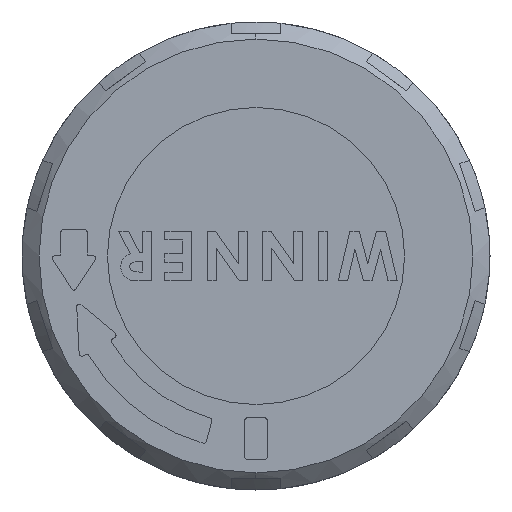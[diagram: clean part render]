
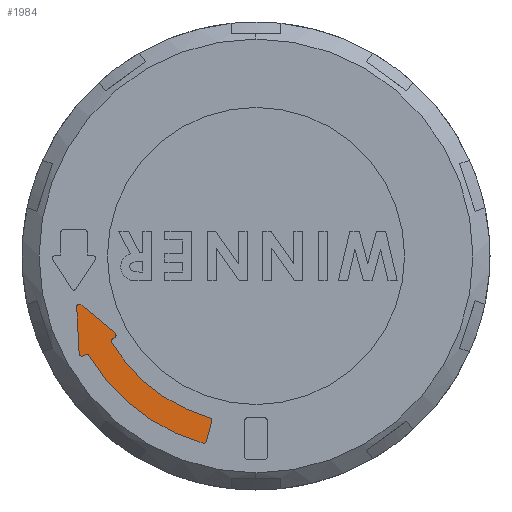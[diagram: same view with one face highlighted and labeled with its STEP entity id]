
A CAD part, left-side view. The second image highlights one B-rep face of the part: STEP entity #1984.
In plain terms, the highlighted planar face has unit normal (-1, 0, 0).
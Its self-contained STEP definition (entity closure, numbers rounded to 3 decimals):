
#120 = ORIENTED_EDGE ( 'NONE', *, *, #11402, .T. ) ;
#361 = DIRECTION ( 'NONE',  ( 0., 0., -1. ) ) ;
#398 = ORIENTED_EDGE ( 'NONE', *, *, #3799, .T. ) ;
#485 = CARTESIAN_POINT ( 'NONE',  ( -47.16, 13.154, -7.594 ) ) ;
#624 = CARTESIAN_POINT ( 'NONE',  ( -47.16, 3.972, -14.049 ) ) ;
#638 = DIRECTION ( 'NONE',  ( 0., 0., 1. ) ) ;
#683 = CIRCLE ( 'NONE', #10546, 0.2 ) ;
#717 = DIRECTION ( 'NONE',  ( 0., 0., -1. ) ) ;
#734 = CARTESIAN_POINT ( 'NONE',  ( -47.16, 13.64, -3.864 ) ) ;
#861 = AXIS2_PLACEMENT_3D ( 'NONE', #12778, #11773, #6259 ) ;
#969 = EDGE_CURVE ( 'NONE', #8181, #6530, #7622, .T. ) ;
#1161 = EDGE_CURVE ( 'NONE', #12117, #8181, #5192, .T. ) ;
#1182 = EDGE_CURVE ( 'NONE', #2882, #5890, #7399, .T. ) ;
#1357 = CARTESIAN_POINT ( 'NONE',  ( -47.16, 3.557, -12.504 ) ) ;
#1739 = CARTESIAN_POINT ( 'NONE',  ( -47.16, 13.441, -3.854 ) ) ;
#1877 = CARTESIAN_POINT ( 'NONE',  ( -47.16, 4.026, -14.242 ) ) ;
#1941 = CIRCLE ( 'NONE', #11429, 12.8 ) ;
#1984 = ADVANCED_FACE ( 'NONE', ( #2497 ), #13627, .T. ) ;
#2009 = VECTOR ( 'NONE', #3930, 1000. ) ;
#2491 = EDGE_CURVE ( 'NONE', #3387, #13134, #6401, .T. ) ;
#2497 = FACE_OUTER_BOUND ( 'NONE', #11486, .T. ) ;
#2506 = DIRECTION ( 'NONE',  ( 0., 0., -1. ) ) ;
#2556 = ORIENTED_EDGE ( 'NONE', *, *, #8842, .T. ) ;
#2669 = ORIENTED_EDGE ( 'NONE', *, *, #8683, .T. ) ;
#2790 = ORIENTED_EDGE ( 'NONE', *, *, #1182, .T. ) ;
#2791 = CARTESIAN_POINT ( 'NONE',  ( -47.16, 13.254, -7.421 ) ) ;
#2854 = EDGE_CURVE ( 'NONE', #9666, #8046, #12287, .T. ) ;
#2882 = VERTEX_POINT ( 'NONE', #13696 ) ;
#3040 = CARTESIAN_POINT ( 'NONE',  ( -47.16, 10.718, -5.878 ) ) ;
#3117 = ORIENTED_EDGE ( 'NONE', *, *, #2491, .T. ) ;
#3268 = AXIS2_PLACEMENT_3D ( 'NONE', #3975, #7053, #638 ) ;
#3314 = CARTESIAN_POINT ( 'NONE',  ( -47.16, 12.989, -7.499 ) ) ;
#3387 = VERTEX_POINT ( 'NONE', #6454 ) ;
#3407 = DIRECTION ( 'NONE',  ( -1., 0., 0. ) ) ;
#3526 = DIRECTION ( 'NONE',  ( 1., 0., 0. ) ) ;
#3717 = CIRCLE ( 'NONE', #12361, 0.2 ) ;
#3799 = EDGE_CURVE ( 'NONE', #4250, #13886, #13788, .T. ) ;
#3843 = CARTESIAN_POINT ( 'NONE',  ( -47.16, 3.364, -12.556 ) ) ;
#3930 = DIRECTION ( 'NONE',  ( 0., -0.259, 0.966 ) ) ;
#3975 = CARTESIAN_POINT ( 'NONE',  ( -47.16, 3.972, -14.049 ) ) ;
#4120 = ORIENTED_EDGE ( 'NONE', *, *, #1161, .T. ) ;
#4184 = AXIS2_PLACEMENT_3D ( 'NONE', #1739, #6075, #11367 ) ;
#4250 = VERTEX_POINT ( 'NONE', #4507 ) ;
#4279 = EDGE_CURVE ( 'NONE', #11004, #7860, #13444, .T. ) ;
#4433 = ORIENTED_EDGE ( 'NONE', *, *, #12399, .T. ) ;
#4469 = DIRECTION ( 'NONE',  ( 0., 0., -1. ) ) ;
#4507 = CARTESIAN_POINT ( 'NONE',  ( -47.16, 13.453, -7.432 ) ) ;
#4855 = LINE ( 'NONE', #3843, #2009 ) ;
#5055 = CARTESIAN_POINT ( 'NONE',  ( -47.16, 13.453, -7.432 ) ) ;
#5190 = AXIS2_PLACEMENT_3D ( 'NONE', #624, #10298, #11278 ) ;
#5192 = LINE ( 'NONE', #5364, #10111 ) ;
#5364 = CARTESIAN_POINT ( 'NONE',  ( -47.16, 10.911, -6.299 ) ) ;
#5494 = ORIENTED_EDGE ( 'NONE', *, *, #7020, .T. ) ;
#5503 = LINE ( 'NONE', #5967, #6014 ) ;
#5533 = DIRECTION ( 'NONE',  ( 0., 0., 1. ) ) ;
#5607 = AXIS2_PLACEMENT_3D ( 'NONE', #9570, #11756, #11801 ) ;
#5747 = ORIENTED_EDGE ( 'NONE', *, *, #969, .T. ) ;
#5779 = VECTOR ( 'NONE', #7299, 1000. ) ;
#5890 = VERTEX_POINT ( 'NONE', #1877 ) ;
#5967 = CARTESIAN_POINT ( 'NONE',  ( -47.16, 12.989, -7.499 ) ) ;
#5994 = CARTESIAN_POINT ( 'NONE',  ( -47.16, 0., 0. ) ) ;
#6014 = VECTOR ( 'NONE', #12702, 1000. ) ;
#6075 = DIRECTION ( 'NONE',  ( -1., 0., 0. ) ) ;
#6140 = DIRECTION ( 'NONE',  ( 0., -0.052, -0.999 ) ) ;
#6259 = DIRECTION ( 'NONE',  ( 0., 0., 1. ) ) ;
#6401 = CIRCLE ( 'NONE', #5190, 0.2 ) ;
#6426 = ORIENTED_EDGE ( 'NONE', *, *, #8088, .T. ) ;
#6454 = CARTESIAN_POINT ( 'NONE',  ( -47.16, 3.972, -14.249 ) ) ;
#6530 = VERTEX_POINT ( 'NONE', #3040 ) ;
#6874 = CIRCLE ( 'NONE', #9238, 0.2 ) ;
#6881 = DIRECTION ( 'NONE',  ( -1., 0., 0. ) ) ;
#7020 = EDGE_CURVE ( 'NONE', #7860, #12188, #1941, .T. ) ;
#7053 = DIRECTION ( 'NONE',  ( -1., 0., 0. ) ) ;
#7299 = DIRECTION ( 'NONE',  ( 0., 0.766, 0.643 ) ) ;
#7399 = CIRCLE ( 'NONE', #9474, 14.8 ) ;
#7577 = CARTESIAN_POINT ( 'NONE',  ( -47.16, 10.746, -6.204 ) ) ;
#7622 = CIRCLE ( 'NONE', #5607, 0.2 ) ;
#7721 = VERTEX_POINT ( 'NONE', #3314 ) ;
#7768 = CARTESIAN_POINT ( 'NONE',  ( -47.16, 3.972, -14.049 ) ) ;
#7805 = LINE ( 'NONE', #5055, #8835 ) ;
#7860 = VERTEX_POINT ( 'NONE', #11112 ) ;
#7929 = VERTEX_POINT ( 'NONE', #485 ) ;
#8046 = VERTEX_POINT ( 'NONE', #734 ) ;
#8088 = EDGE_CURVE ( 'NONE', #6530, #9666, #9025, .T. ) ;
#8093 = CARTESIAN_POINT ( 'NONE',  ( -47.16, 13.254, -7.621 ) ) ;
#8181 = VERTEX_POINT ( 'NONE', #7577 ) ;
#8438 = ORIENTED_EDGE ( 'NONE', *, *, #11861, .T. ) ;
#8683 = EDGE_CURVE ( 'NONE', #12188, #12117, #683, .T. ) ;
#8827 = CARTESIAN_POINT ( 'NONE',  ( -47.16, 0., 0. ) ) ;
#8835 = VECTOR ( 'NONE', #6140, 1000. ) ;
#8842 = EDGE_CURVE ( 'NONE', #8046, #4250, #7805, .T. ) ;
#8964 = DIRECTION ( 'NONE',  ( -1., 0., 0. ) ) ;
#9025 = LINE ( 'NONE', #10597, #5779 ) ;
#9238 = AXIS2_PLACEMENT_3D ( 'NONE', #7768, #8964, #5533 ) ;
#9308 = CARTESIAN_POINT ( 'NONE',  ( -47.16, 10.982, -6.575 ) ) ;
#9474 = AXIS2_PLACEMENT_3D ( 'NONE', #8827, #3407, #14101 ) ;
#9570 = CARTESIAN_POINT ( 'NONE',  ( -47.16, 10.846, -6.031 ) ) ;
#9606 = CARTESIAN_POINT ( 'NONE',  ( -47.16, 3.778, -14.101 ) ) ;
#9666 = VERTEX_POINT ( 'NONE', #13540 ) ;
#9878 = DIRECTION ( 'NONE',  ( 0., -0.866, 0.5 ) ) ;
#10048 = CARTESIAN_POINT ( 'NONE',  ( -47.16, 10.811, -6.472 ) ) ;
#10111 = VECTOR ( 'NONE', #9878, 1000. ) ;
#10131 = AXIS2_PLACEMENT_3D ( 'NONE', #1357, #6881, #361 ) ;
#10207 = DIRECTION ( 'NONE',  ( -1., 0., 0. ) ) ;
#10298 = DIRECTION ( 'NONE',  ( -1., 0., 0. ) ) ;
#10546 = AXIS2_PLACEMENT_3D ( 'NONE', #10048, #3526, #4469 ) ;
#10597 = CARTESIAN_POINT ( 'NONE',  ( -47.16, 10.718, -5.878 ) ) ;
#10817 = CIRCLE ( 'NONE', #861, 0.2 ) ;
#11004 = VERTEX_POINT ( 'NONE', #13448 ) ;
#11112 = CARTESIAN_POINT ( 'NONE',  ( -47.16, 3.503, -12.311 ) ) ;
#11278 = DIRECTION ( 'NONE',  ( 0., 0., 1. ) ) ;
#11367 = DIRECTION ( 'NONE',  ( 0., 0., 1. ) ) ;
#11388 = DIRECTION ( 'NONE',  ( 0., 0., -1. ) ) ;
#11391 = CARTESIAN_POINT ( 'NONE',  ( -47.16, 13.254, -7.421 ) ) ;
#11402 = EDGE_CURVE ( 'NONE', #13134, #11004, #4855, .T. ) ;
#11429 = AXIS2_PLACEMENT_3D ( 'NONE', #5994, #13569, #11388 ) ;
#11486 = EDGE_LOOP ( 'NONE', ( #8438, #3117, #120, #11712, #5494, #2669, #4120, #5747, #6426, #13479, #2556, #398, #11658, #12798, #4433, #2790 ) ) ;
#11658 = ORIENTED_EDGE ( 'NONE', *, *, #14049, .T. ) ;
#11712 = ORIENTED_EDGE ( 'NONE', *, *, #4279, .T. ) ;
#11756 = DIRECTION ( 'NONE',  ( -1., 0., 0. ) ) ;
#11773 = DIRECTION ( 'NONE',  ( 1., 0., 0. ) ) ;
#11801 = DIRECTION ( 'NONE',  ( 0., 0., 1. ) ) ;
#11861 = EDGE_CURVE ( 'NONE', #5890, #3387, #6874, .T. ) ;
#12117 = VERTEX_POINT ( 'NONE', #12433 ) ;
#12188 = VERTEX_POINT ( 'NONE', #9308 ) ;
#12287 = CIRCLE ( 'NONE', #4184, 0.2 ) ;
#12361 = AXIS2_PLACEMENT_3D ( 'NONE', #11391, #10207, #2506 ) ;
#12399 = EDGE_CURVE ( 'NONE', #7721, #2882, #10817, .T. ) ;
#12407 = AXIS2_PLACEMENT_3D ( 'NONE', #2791, #13751, #717 ) ;
#12433 = CARTESIAN_POINT ( 'NONE',  ( -47.16, 10.911, -6.299 ) ) ;
#12702 = DIRECTION ( 'NONE',  ( 0., -0.866, 0.5 ) ) ;
#12778 = CARTESIAN_POINT ( 'NONE',  ( -47.16, 12.889, -7.673 ) ) ;
#12798 = ORIENTED_EDGE ( 'NONE', *, *, #13013, .T. ) ;
#13013 = EDGE_CURVE ( 'NONE', #7929, #7721, #5503, .T. ) ;
#13134 = VERTEX_POINT ( 'NONE', #9606 ) ;
#13444 = CIRCLE ( 'NONE', #10131, 0.2 ) ;
#13448 = CARTESIAN_POINT ( 'NONE',  ( -47.16, 3.364, -12.556 ) ) ;
#13479 = ORIENTED_EDGE ( 'NONE', *, *, #2854, .T. ) ;
#13540 = CARTESIAN_POINT ( 'NONE',  ( -47.16, 13.312, -3.701 ) ) ;
#13569 = DIRECTION ( 'NONE',  ( 1., 0., 0. ) ) ;
#13627 = PLANE ( 'NONE',  #3268 ) ;
#13696 = CARTESIAN_POINT ( 'NONE',  ( -47.16, 12.717, -7.57 ) ) ;
#13751 = DIRECTION ( 'NONE',  ( -1., 0., 0. ) ) ;
#13788 = CIRCLE ( 'NONE', #12407, 0.2 ) ;
#13886 = VERTEX_POINT ( 'NONE', #8093 ) ;
#14049 = EDGE_CURVE ( 'NONE', #13886, #7929, #3717, .T. ) ;
#14101 = DIRECTION ( 'NONE',  ( 0., 0., -1. ) ) ;
